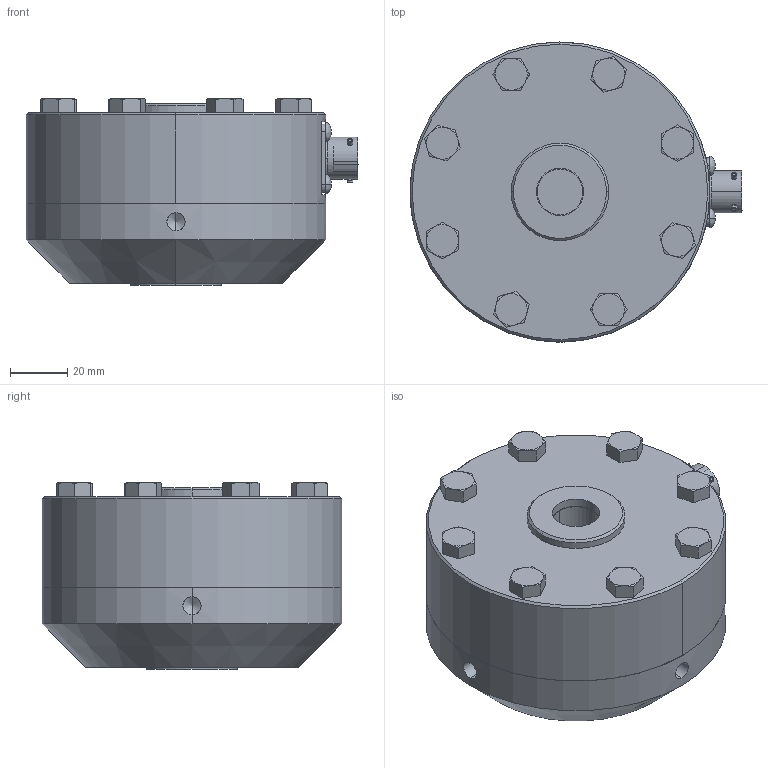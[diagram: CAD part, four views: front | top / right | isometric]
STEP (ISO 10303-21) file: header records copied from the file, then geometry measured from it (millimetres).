
FILE_DESCRIPTION (( 'STEP AP203' ), '1' );
FILE_NAME ('Interface 1010-1.25KN thru -25KN-B.STEP', '2011-06-08T22:35:59', ( ' ' ), ( '' ), 'SwSTEP 2.0', 'SolidWorks 2002349', '' );
FILE_SCHEMA (( 'CONFIG_CONTROL_DESIGN' ));
Length unit declared in the file: inch
Products named in the file (1): Interface 1010-1.25KN thru -25KN-B
Bounding box: 115.95 x 104.75 x 65.25 mm (x, y, z)
Volume: 476814.6 mm3; surface area: 40152.5 mm2
Topology: 1 solids, 1 shells, 320 faces, 747 edges, 462 vertices
Faces by surface type: plane 135, cone 80, cylinder 80, bspline 22, sphere 3
Entity records: 10049 total; most frequent: CARTESIAN_POINT 3078, ORIENTED_EDGE 1478, DIRECTION 1354, EDGE_CURVE 739, AXIS2_PLACEMENT_3D 528, VERTEX_POINT 462, EDGE_LOOP 361, ADVANCED_FACE 320
